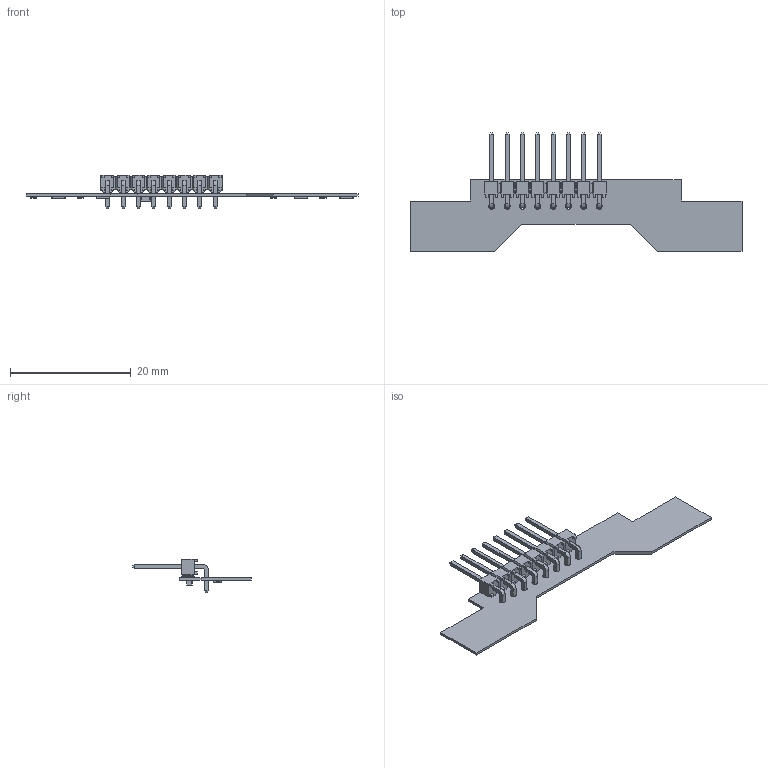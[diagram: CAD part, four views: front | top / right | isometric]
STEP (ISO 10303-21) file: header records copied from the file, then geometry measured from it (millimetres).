
FILE_DESCRIPTION(('Open CASCADE Model'),'2;1');
FILE_NAME('Open CASCADE Shape Model','2021-02-12T18:34:43',('Author'),( 'Open CASCADE'),'Open CASCADE STEP processor 6.8','Open CASCADE 6.8' ,'Unknown');
FILE_SCHEMA(('AUTOMOTIVE_DESIGN { 1 0 10303 214 1 1 1 1 }'));
Length unit declared in the file: millimetre
Products named in the file (33): PCB; Board; Open CASCADE STEP translator 6.8 1.1.1; Open CASCADE STEP translator 6.8 1.1.1.1; R8; 6273655264; Mid_Body; Terminal; Open_CASCADE_STEP_translator_6.8_2.2.1; Mark; R7; 6357665504; Open_CASCADE_STEP_translator_6.8_4.2.1; R6; R5; R4; R3; R2; R1; J1; TSW-108-25-T-S-RA; _TSW-108-25-T-S-RA_body; _T-1S6-15-TSW-1-25-8-RA-S; C1; 6357667104; Open_CASCADE_STEP_translator_6.8_8.1.1; Open_CASCADE_STEP_translator_6.8_8.1.2; Open_CASCADE_STEP_translator_6.8_8.2.1
Assembly tree (40 placements, depth 5):
  PCB
    Board
      Open CASCADE STEP translator 6.8 1.1.1
        Open CASCADE STEP translator 6.8 1.1.1.1
    R8
      6273655264
        Mid_Body
        Terminal  x2
          Open_CASCADE_STEP_translator_6.8_2.2.1
        Mark
    R7
      6357665504
        Mid_Body
        Terminal  x2
          Open_CASCADE_STEP_translator_6.8_4.2.1
        Mark
    R6
      6273655264
        Mid_Body
        Terminal  x2
          Open_CASCADE_STEP_translator_6.8_2.2.1
        Mark
    R5
      6357665504
        Mid_Body
        Terminal  x2
          Open_CASCADE_STEP_translator_6.8_4.2.1
        Mark
    R4
      6273655264
        Mid_Body
        Terminal  x2
          Open_CASCADE_STEP_translator_6.8_2.2.1
        Mark
    R3
      6357665504
        Mid_Body
        Terminal  x2
          Open_CASCADE_STEP_translator_6.8_4.2.1
        Mark
    R2
      6273655264
        Mid_Body
        Terminal  x2
          Open_CASCADE_STEP_translator_6.8_2.2.1
        Mark
    R1
      6357665504
        Mid_Body
        Terminal  x2
          Open_CASCADE_STEP_translator_6.8_4.2.1
        Mark
    J1
      TSW-108-25-T-S-RA
        _TSW-108-25-T-S-RA_body
        _T-1S6-15-TSW-1-25-8-RA-S
    C1
      6357667104
        Terminal
          Open_CASCADE_STEP_translator_6.8_8.1.1
Bounding box: 55 x 19.64 x 5.56 mm (x, y, z)
Volume: 364 mm3; surface area: 1769.2 mm2
Topology: 38 solids, 38 shells, 804 faces, 1944 edges, 1224 vertices
Faces by surface type: plane 752, cylinder 44, sphere 8
Full cylindrical faces by diameter (mm): 1 x8
Entity records: 21055 total; most frequent: CARTESIAN_POINT 2993, ORIENTED_EDGE 2912, DIRECTION 2810, EDGE_CURVE 1456, LINE 1368, VECTOR 1368, VERTEX_POINT 904, AXIS2_PLACEMENT_3D 721
